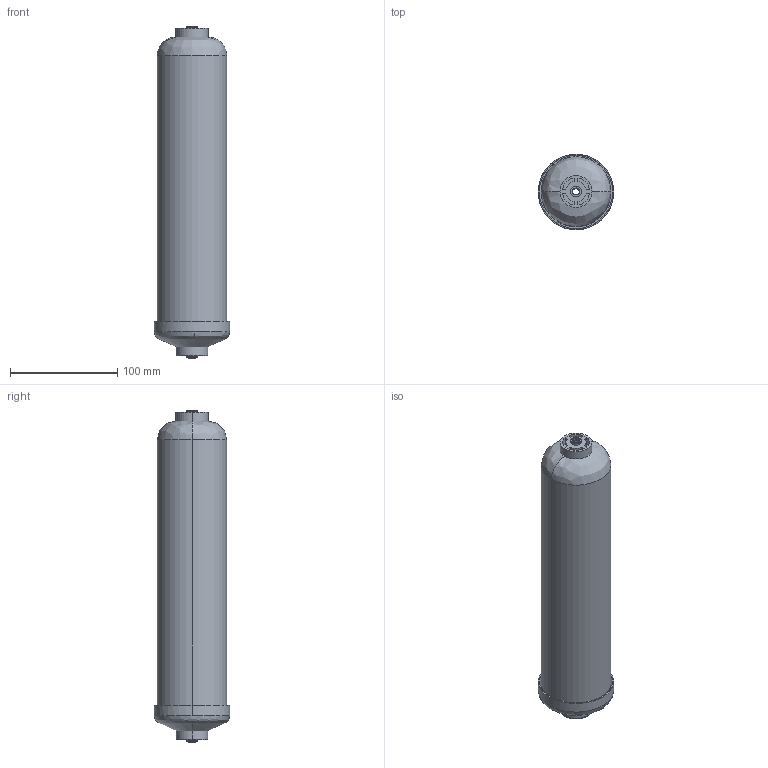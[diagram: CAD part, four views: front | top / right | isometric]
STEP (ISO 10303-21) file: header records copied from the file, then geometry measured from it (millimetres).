
FILE_DESCRIPTION (( 'STEP AP214' ), '1' );
FILE_NAME ('am-2649 574 ml Air Reservoir.STEP', '2021-04-27T12:57:33', ( '' ), ( '' ), 'SwSTEP 2.0', 'SolidWorks 2019', '' );
FILE_SCHEMA (( 'AUTOMOTIVE_DESIGN' ));
Length unit declared in the file: millimetre
Products named in the file (5): avt-pp-35_04; avt-pp-35_02; avt-pp-35_03; avt-pp-35_01; am-2649 574 ml Air Reservoir
Assembly tree (4 placements, depth 2):
  am-2649 574 ml Air Reservoir
    avt-pp-35_01
    avt-pp-35_02
    avt-pp-35_03
    avt-pp-35_04
Bounding box: 70.61 x 70.61 x 310.25 mm (x, y, z)
Volume: 265132.9 mm3; surface area: 130983.1 mm2
Topology: 4 solids, 4 shells, 202 faces, 480 edges, 304 vertices
Faces by surface type: plane 98, cylinder 70, bspline 18, cone 16
Entity records: 9356 total; most frequent: CARTESIAN_POINT 2309, DIRECTION 996, ORIENTED_EDGE 960, EDGE_CURVE 480, AXIS2_PLACEMENT_3D 387, VERTEX_POINT 304, EDGE_LOOP 228, LINE 222
